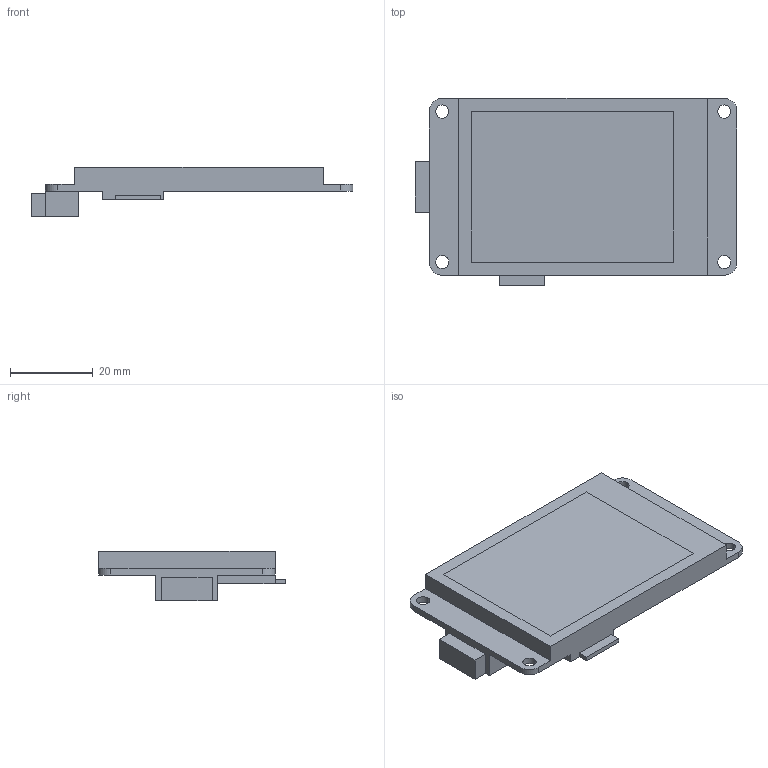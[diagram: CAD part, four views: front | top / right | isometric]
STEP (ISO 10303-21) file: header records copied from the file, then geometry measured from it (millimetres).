
FILE_DESCRIPTION (( 'STEP AP214' ), '1' );
FILE_NAME ('NX3224T024.STEP', '2016-01-10T16:01:32', ( 'Ben' ), ( '' ), 'SwSTEP 2.0', 'SolidWorks 2014', '' );
FILE_SCHEMA (( 'AUTOMOTIVE_DESIGN' ));
Length unit declared in the file: millimetre
Products named in the file (1): NX3224T024
Bounding box: 78 x 45.3 x 12.05 mm (x, y, z)
Volume: 17376.3 mm3; surface area: 8196.6 mm2
Topology: 1 solids, 1 shells, 41 faces, 112 edges, 76 vertices
Faces by surface type: plane 29, cylinder 12
Entity records: 1605 total; most frequent: CARTESIAN_POINT 230, ORIENTED_EDGE 224, DIRECTION 220, EDGE_CURVE 112, LINE 88, VECTOR 88, VERTEX_POINT 76, AXIS2_PLACEMENT_3D 66
